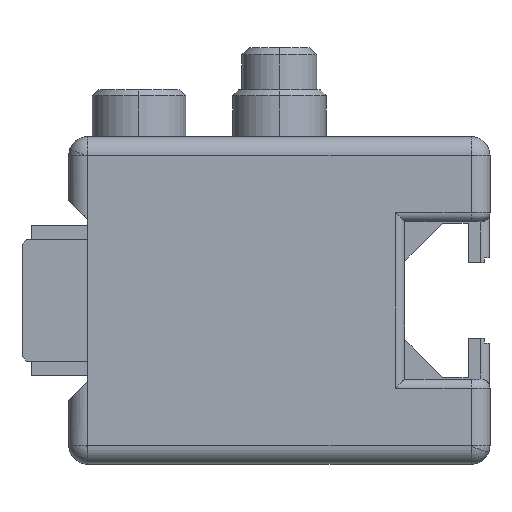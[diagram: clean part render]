
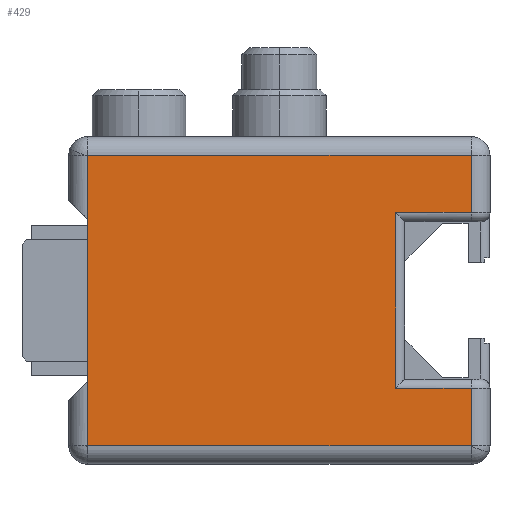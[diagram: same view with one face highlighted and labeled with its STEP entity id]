
A CAD part, left-side view. The second image highlights one B-rep face of the part: STEP entity #429.
In plain terms, the highlighted planar face has unit normal (-1, 0, 0).
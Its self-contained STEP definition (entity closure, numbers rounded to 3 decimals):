
#429=ADVANCED_FACE('',(#871),#872,.F.);
#871=FACE_OUTER_BOUND('',#1314,.T.);
#872=PLANE('',#1315);
#1314=EDGE_LOOP('',(#2477,#2478,#2479,#2480,#2481,#2482,#2483,#2484,#2485,#2486));
#1315=AXIS2_PLACEMENT_3D('',#2487,#2488,#2489);
#2477=ORIENTED_EDGE('',*,*,#3035,.F.);
#2478=ORIENTED_EDGE('',*,*,#2990,.F.);
#2479=ORIENTED_EDGE('',*,*,#2981,.F.);
#2480=ORIENTED_EDGE('',*,*,#2978,.F.);
#2481=ORIENTED_EDGE('',*,*,#2975,.F.);
#2482=ORIENTED_EDGE('',*,*,#2973,.F.);
#2483=ORIENTED_EDGE('',*,*,#2971,.F.);
#2484=ORIENTED_EDGE('',*,*,#2969,.F.);
#2485=ORIENTED_EDGE('',*,*,#3005,.F.);
#2486=ORIENTED_EDGE('',*,*,#2983,.F.);
#2487=CARTESIAN_POINT('',(-22.5,0.0,-17.5));
#2488=DIRECTION('',(1.0,0.,0.0));
#2489=DIRECTION('',(0.,1.0,0.0));
#2969=EDGE_CURVE('',#3607,#3131,#3629,.T.);
#2971=EDGE_CURVE('',#3131,#3484,#3631,.T.);
#2973=EDGE_CURVE('',#3484,#3478,#3633,.T.);
#2975=EDGE_CURVE('',#3478,#3635,#3636,.T.);
#2978=EDGE_CURVE('',#3635,#3639,#3640,.T.);
#2981=EDGE_CURVE('',#3639,#3505,#3643,.T.);
#2983=EDGE_CURVE('',#3108,#3623,#3645,.T.);
#2990=EDGE_CURVE('',#3505,#3654,#3655,.T.);
#3005=EDGE_CURVE('',#3623,#3607,#3674,.T.);
#3035=EDGE_CURVE('',#3654,#3108,#3711,.T.);
#3108=VERTEX_POINT('',#3829);
#3131=VERTEX_POINT('',#3852);
#3478=VERTEX_POINT('',#4335);
#3484=VERTEX_POINT('',#4358);
#3505=VERTEX_POINT('',#4402);
#3607=VERTEX_POINT('',#4572);
#3623=VERTEX_POINT('',#4613);
#3629=LINE('',#4640,#4641);
#3631=LINE('',#4643,#4644);
#3633=LINE('',#4646,#4647);
#3635=VERTEX_POINT('',#4649);
#3636=LINE('',#4650,#4651);
#3639=VERTEX_POINT('',#4664);
#3640=LINE('',#4665,#4666);
#3643=LINE('',#4679,#4680);
#3645=LINE('',#4682,#4683);
#3654=VERTEX_POINT('',#4704);
#3655=LINE('',#4705,#4706);
#3674=LINE('',#4740,#4741);
#3711=LINE('',#4810,#4811);
#3829=CARTESIAN_POINT('',(-22.5,20.5,-33.));
#3852=CARTESIAN_POINT('',(-22.5,20.5,-2.));
#4335=CARTESIAN_POINT('',(-22.5,-20.5,-8.1));
#4358=CARTESIAN_POINT('',(-22.5,-20.5,-2.));
#4402=CARTESIAN_POINT('',(-22.5,-20.5,-26.9));
#4572=CARTESIAN_POINT('',(-22.5,20.5,-8.84));
#4613=CARTESIAN_POINT('',(-22.5,20.5,-26.16));
#4640=CARTESIAN_POINT('',(-22.5,20.5,-17.5));
#4641=VECTOR('',#5283,1000.0);
#4643=CARTESIAN_POINT('',(-22.5,0.0,-2.));
#4644=VECTOR('',#5284,1000.0);
#4646=CARTESIAN_POINT('',(-22.5,-20.5,-17.5));
#4647=VECTOR('',#5285,1000.0);
#4649=CARTESIAN_POINT('',(-22.5,-12.406,-8.1));
#4650=CARTESIAN_POINT('',(-22.5,0.0,-8.1));
#4651=VECTOR('',#5286,1000.0);
#4664=CARTESIAN_POINT('',(-22.5,-12.406,-26.9));
#4665=CARTESIAN_POINT('',(-22.5,-12.406,-17.5));
#4666=VECTOR('',#5287,1000.0);
#4679=CARTESIAN_POINT('',(-22.5,0.0,-26.9));
#4680=VECTOR('',#5288,1000.0);
#4682=CARTESIAN_POINT('',(-22.5,20.5,-17.5));
#4683=VECTOR('',#5289,1000.0);
#4704=CARTESIAN_POINT('',(-22.5,-20.5,-33.));
#4705=CARTESIAN_POINT('',(-22.5,-20.5,-17.5));
#4706=VECTOR('',#5295,1000.0);
#4740=CARTESIAN_POINT('',(-22.5,20.5,-17.5));
#4741=VECTOR('',#5310,1000.0);
#4810=CARTESIAN_POINT('',(-22.5,0.,-33.));
#4811=VECTOR('',#5335,1000.0);
#5283=DIRECTION('',(0.0,0.0,1.0));
#5284=DIRECTION('',(0.,-1.0,0.0));
#5285=DIRECTION('',(0.0,0.0,-1.0));
#5286=DIRECTION('',(0.,1.0,0.0));
#5287=DIRECTION('',(0.0,0.0,-1.0));
#5288=DIRECTION('',(0.,-1.0,0.0));
#5289=DIRECTION('',(0.0,0.0,1.0));
#5295=DIRECTION('',(0.0,0.0,-1.0));
#5310=DIRECTION('',(0.0,0.0,1.0));
#5335=DIRECTION('',(0.,1.0,0.));
